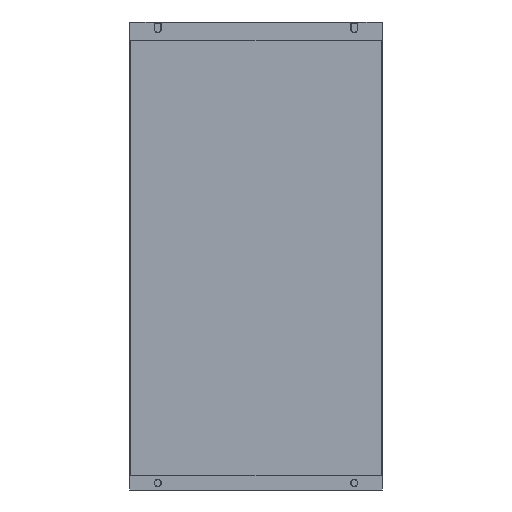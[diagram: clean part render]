
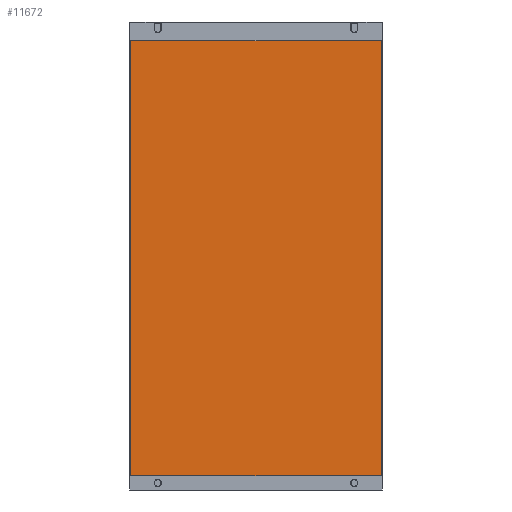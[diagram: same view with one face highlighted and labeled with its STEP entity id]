
A CAD part, front view. The second image highlights one B-rep face of the part: STEP entity #11672.
In plain terms, the highlighted planar face has unit normal (0, -1, 0).
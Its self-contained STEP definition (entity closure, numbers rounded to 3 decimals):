
#2609 = LINE ( 'NONE', #75727, #6981 ) ;
#2999 = DIRECTION ( 'NONE',  ( 0., 1., 0. ) ) ;
#4303 = PLANE ( 'NONE',  #11486 ) ;
#5093 = EDGE_LOOP ( 'NONE', ( #50133, #83426, #10459, #36006 ) ) ;
#6981 = VECTOR ( 'NONE', #16271, 1000. ) ;
#7757 = CARTESIAN_POINT ( 'NONE',  ( -267.5, -2., 460. ) ) ;
#10459 = ORIENTED_EDGE ( 'NONE', *, *, #42396, .T. ) ;
#11486 = AXIS2_PLACEMENT_3D ( 'NONE', #76542, #2999, #63750 ) ;
#11672 = ADVANCED_FACE ( 'NONE', ( #50096 ), #4303, .F. ) ;
#11715 = VERTEX_POINT ( 'NONE', #79999 ) ;
#13426 = LINE ( 'NONE', #40668, #69883 ) ;
#13734 = EDGE_CURVE ( 'NONE', #11715, #58384, #78003, .T. ) ;
#16271 = DIRECTION ( 'NONE',  ( 0., 0., 1. ) ) ;
#20401 = VECTOR ( 'NONE', #36580, 1000. ) ;
#20879 = DIRECTION ( 'NONE',  ( 1., 0., 0. ) ) ;
#21292 = EDGE_CURVE ( 'NONE', #63244, #11715, #2609, .T. ) ;
#29382 = VECTOR ( 'NONE', #73282, 1000. ) ;
#36006 = ORIENTED_EDGE ( 'NONE', *, *, #21292, .T. ) ;
#36580 = DIRECTION ( 'NONE',  ( -1., 0., 0. ) ) ;
#40668 = CARTESIAN_POINT ( 'NONE',  ( 0., -2., -470. ) ) ;
#42396 = EDGE_CURVE ( 'NONE', #68179, #63244, #13426, .T. ) ;
#50096 = FACE_OUTER_BOUND ( 'NONE', #5093, .T. ) ;
#50133 = ORIENTED_EDGE ( 'NONE', *, *, #13734, .T. ) ;
#51130 = CARTESIAN_POINT ( 'NONE',  ( 0., -2., 460. ) ) ;
#53024 = CARTESIAN_POINT ( 'NONE',  ( -267.5, -2., -500. ) ) ;
#57424 = EDGE_CURVE ( 'NONE', #68179, #58384, #72849, .T. ) ;
#58282 = CARTESIAN_POINT ( 'NONE',  ( 267.5, -2., -470. ) ) ;
#58384 = VERTEX_POINT ( 'NONE', #7757 ) ;
#63244 = VERTEX_POINT ( 'NONE', #58282 ) ;
#63750 = DIRECTION ( 'NONE',  ( 1., 0., 0. ) ) ;
#68179 = VERTEX_POINT ( 'NONE', #72243 ) ;
#69883 = VECTOR ( 'NONE', #20879, 1000. ) ;
#72243 = CARTESIAN_POINT ( 'NONE',  ( -267.5, -2., -470. ) ) ;
#72849 = LINE ( 'NONE', #53024, #29382 ) ;
#73282 = DIRECTION ( 'NONE',  ( 0., 0., 1. ) ) ;
#75727 = CARTESIAN_POINT ( 'NONE',  ( 267.5, -2., -500. ) ) ;
#76542 = CARTESIAN_POINT ( 'NONE',  ( 0., -2., 0. ) ) ;
#78003 = LINE ( 'NONE', #51130, #20401 ) ;
#79999 = CARTESIAN_POINT ( 'NONE',  ( 267.5, -2., 460. ) ) ;
#83426 = ORIENTED_EDGE ( 'NONE', *, *, #57424, .F. ) ;
